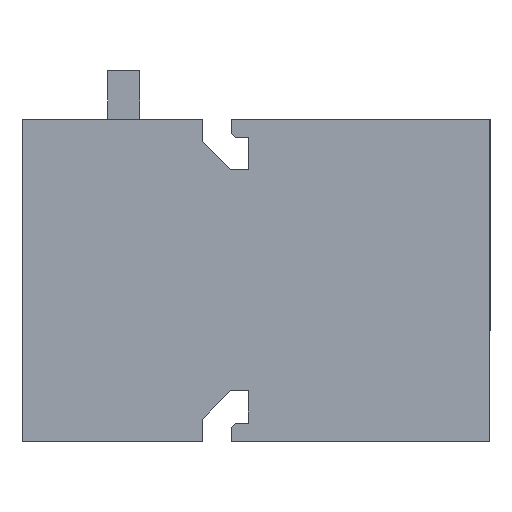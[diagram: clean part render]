
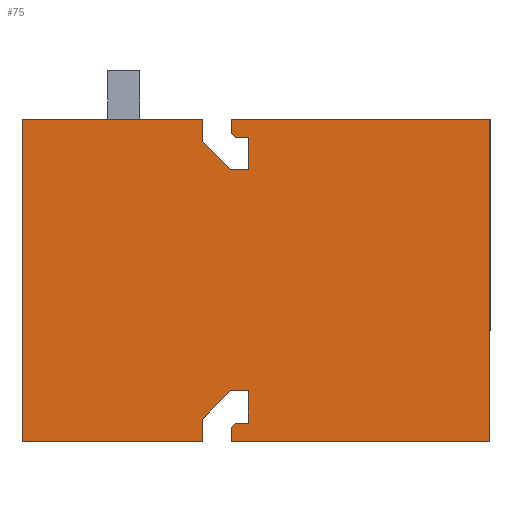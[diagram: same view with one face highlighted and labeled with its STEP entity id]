
A CAD part, left-side view. The second image highlights one B-rep face of the part: STEP entity #75.
In plain terms, the highlighted planar face has unit normal (-1, 0, 0).
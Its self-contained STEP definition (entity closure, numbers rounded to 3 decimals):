
#75=ADVANCED_FACE('F1109',(#158),#117,.T.);
#117=PLANE('',#907);
#158=FACE_OUTER_BOUND('',#201,.T.);
#201=EDGE_LOOP('',(#410,#411,#412,#413,#414,#415,#416,#417,#418,#419,#420,
#421,#422,#423,#424,#425,#426,#427,#428,#429));
#410=ORIENTED_EDGE('',*,*,#521,.F.);
#411=ORIENTED_EDGE('',*,*,#517,.T.);
#412=ORIENTED_EDGE('',*,*,#576,.T.);
#413=ORIENTED_EDGE('',*,*,#573,.T.);
#414=ORIENTED_EDGE('',*,*,#610,.T.);
#415=ORIENTED_EDGE('',*,*,#549,.T.);
#416=ORIENTED_EDGE('',*,*,#534,.F.);
#417=ORIENTED_EDGE('',*,*,#544,.F.);
#418=ORIENTED_EDGE('',*,*,#585,.T.);
#419=ORIENTED_EDGE('',*,*,#579,.T.);
#420=ORIENTED_EDGE('',*,*,#583,.T.);
#421=ORIENTED_EDGE('',*,*,#612,.T.);
#422=ORIENTED_EDGE('',*,*,#614,.T.);
#423=ORIENTED_EDGE('',*,*,#618,.T.);
#424=ORIENTED_EDGE('',*,*,#616,.T.);
#425=ORIENTED_EDGE('',*,*,#632,.T.);
#426=ORIENTED_EDGE('',*,*,#528,.F.);
#427=ORIENTED_EDGE('',*,*,#631,.F.);
#428=ORIENTED_EDGE('',*,*,#602,.T.);
#429=ORIENTED_EDGE('',*,*,#609,.T.);
#439=VERTEX_POINT('',#1116);
#440=VERTEX_POINT('',#1118);
#443=VERTEX_POINT('',#1126);
#449=VERTEX_POINT('',#1140);
#450=VERTEX_POINT('',#1142);
#455=VERTEX_POINT('',#1153);
#456=VERTEX_POINT('',#1155);
#463=VERTEX_POINT('',#1173);
#468=VERTEX_POINT('',#1185);
#486=VERTEX_POINT('',#1230);
#487=VERTEX_POINT('',#1231);
#490=VERTEX_POINT('',#1241);
#491=VERTEX_POINT('',#1243);
#493=VERTEX_POINT('',#1249);
#506=VERTEX_POINT('',#1285);
#507=VERTEX_POINT('',#1286);
#508=VERTEX_POINT('',#1304);
#509=VERTEX_POINT('',#1308);
#510=VERTEX_POINT('',#1312);
#511=VERTEX_POINT('',#1314);
#517=EDGE_CURVE('',#440,#439,#634,.T.);
#521=EDGE_CURVE('',#440,#443,#638,.T.);
#528=EDGE_CURVE('',#449,#450,#645,.T.);
#534=EDGE_CURVE('',#455,#456,#651,.T.);
#544=EDGE_CURVE('',#463,#455,#661,.T.);
#549=EDGE_CURVE('',#468,#456,#666,.T.);
#573=EDGE_CURVE('',#486,#487,#690,.T.);
#576=EDGE_CURVE('',#439,#486,#693,.T.);
#579=EDGE_CURVE('',#491,#490,#696,.T.);
#583=EDGE_CURVE('',#490,#493,#700,.T.);
#585=EDGE_CURVE('',#463,#491,#702,.T.);
#602=EDGE_CURVE('',#506,#507,#719,.T.);
#609=EDGE_CURVE('',#507,#443,#726,.T.);
#610=EDGE_CURVE('',#487,#468,#727,.T.);
#612=EDGE_CURVE('',#493,#508,#729,.T.);
#614=EDGE_CURVE('',#508,#509,#731,.T.);
#616=EDGE_CURVE('',#511,#510,#733,.T.);
#618=EDGE_CURVE('',#509,#511,#735,.T.);
#631=EDGE_CURVE('',#506,#449,#748,.T.);
#632=EDGE_CURVE('',#510,#450,#749,.T.);
#634=LINE('',#1117,#751);
#638=LINE('',#1125,#755);
#645=LINE('',#1141,#762);
#651=LINE('',#1154,#768);
#661=LINE('',#1174,#778);
#666=LINE('',#1184,#783);
#690=LINE('',#1229,#807);
#693=LINE('',#1235,#810);
#696=LINE('',#1242,#813);
#700=LINE('',#1250,#817);
#702=LINE('',#1253,#819);
#719=LINE('',#1284,#836);
#726=LINE('',#1299,#843);
#727=LINE('',#1301,#844);
#729=LINE('',#1305,#846);
#731=LINE('',#1309,#848);
#733=LINE('',#1313,#850);
#735=LINE('',#1317,#852);
#748=LINE('',#1345,#865);
#749=LINE('',#1347,#866);
#751=VECTOR('',#913,1.);
#755=VECTOR('',#919,1.);
#762=VECTOR('',#930,1.);
#768=VECTOR('',#938,1.);
#778=VECTOR('',#952,1.);
#783=VECTOR('',#959,1.);
#807=VECTOR('',#989,1.);
#810=VECTOR('',#994,1.);
#813=VECTOR('',#999,1.);
#817=VECTOR('',#1005,1.);
#819=VECTOR('',#1009,1.);
#836=VECTOR('',#1030,1.);
#843=VECTOR('',#1049,1.);
#844=VECTOR('',#1052,1.);
#846=VECTOR('',#1056,1.);
#848=VECTOR('',#1060,1.);
#850=VECTOR('',#1064,1.);
#852=VECTOR('',#1068,1.);
#865=VECTOR('',#1103,1.);
#866=VECTOR('',#1106,1.);
#907=AXIS2_PLACEMENT_3D('',#1348,#1107,#1108);
#913=DIRECTION('',(0.,0.,-1.));
#919=DIRECTION('',(0.,1.,0.));
#930=DIRECTION('',(0.,0.,-1.));
#938=DIRECTION('',(0.,0.,1.));
#952=DIRECTION('',(0.,1.,0.));
#959=DIRECTION('',(0.,1.,0.));
#989=DIRECTION('',(0.,0.707,0.707));
#994=DIRECTION('',(0.,1.,0.));
#999=DIRECTION('',(0.,-0.707,0.707));
#1005=DIRECTION('',(0.,-1.,0.));
#1009=DIRECTION('',(0.,0.,1.));
#1030=DIRECTION('',(0.,0.,-1.));
#1049=DIRECTION('',(0.,-0.707,-0.707));
#1052=DIRECTION('',(0.,0.,1.));
#1056=DIRECTION('',(0.,0.,-1.));
#1060=DIRECTION('',(0.,1.,0.));
#1064=DIRECTION('',(0.,0.,-1.));
#1068=DIRECTION('',(0.,0.707,-0.707));
#1103=DIRECTION('',(0.,-1.,0.));
#1106=DIRECTION('',(0.,-1.,0.));
#1107=DIRECTION('',(-1.,0.,0.));
#1108=DIRECTION('',(0.,-1.,0.));
#1116=CARTESIAN_POINT('',(-38.447,-17.645,-3.775));
#1117=CARTESIAN_POINT('',(-38.447,-17.645,-2.988));
#1118=CARTESIAN_POINT('',(-38.447,-17.645,-2.174));
#1125=CARTESIAN_POINT('',(-38.447,-17.645,-2.174));
#1126=CARTESIAN_POINT('',(-38.447,-16.995,-2.174));
#1140=CARTESIAN_POINT('',(-38.447,-29.645,-1.275));
#1141=CARTESIAN_POINT('',(-38.447,-29.645,-0.475));
#1142=CARTESIAN_POINT('',(-38.447,-29.645,-17.275));
#1153=CARTESIAN_POINT('',(-38.447,-6.395,-17.275));
#1154=CARTESIAN_POINT('',(-38.447,-6.395,-17.275));
#1155=CARTESIAN_POINT('',(-38.447,-6.395,-1.275));
#1173=CARTESIAN_POINT('',(-38.447,-15.345,-17.275));
#1174=CARTESIAN_POINT('',(-38.447,-30.808,-17.275));
#1184=CARTESIAN_POINT('',(-38.447,-9.395,-1.275));
#1185=CARTESIAN_POINT('',(-38.447,-15.345,-1.275));
#1229=CARTESIAN_POINT('',(-38.447,-15.345,-2.375));
#1230=CARTESIAN_POINT('',(-38.447,-16.745,-3.775));
#1231=CARTESIAN_POINT('',(-38.447,-15.345,-2.375));
#1235=CARTESIAN_POINT('',(-38.447,-17.645,-3.775));
#1241=CARTESIAN_POINT('',(-38.447,-16.745,-14.775));
#1242=CARTESIAN_POINT('',(-38.447,-30.926,-0.594));
#1243=CARTESIAN_POINT('',(-38.447,-15.345,-16.175));
#1249=CARTESIAN_POINT('',(-38.447,-17.645,-14.775));
#1250=CARTESIAN_POINT('',(-38.447,-17.212,-14.775));
#1253=CARTESIAN_POINT('',(-38.447,-15.345,-16.729));
#1284=CARTESIAN_POINT('',(-38.447,-16.795,-1.697));
#1285=CARTESIAN_POINT('',(-38.447,-16.795,-1.275));
#1286=CARTESIAN_POINT('',(-38.447,-16.795,-1.974));
#1299=CARTESIAN_POINT('',(-38.447,-16.995,-2.174));
#1301=CARTESIAN_POINT('',(-38.447,-15.345,-1.821));
#1304=CARTESIAN_POINT('',(-38.447,-17.645,-16.375));
#1305=CARTESIAN_POINT('',(-38.447,-17.645,-15.563));
#1308=CARTESIAN_POINT('',(-38.447,-16.995,-16.375));
#1309=CARTESIAN_POINT('',(-38.447,-17.248,-16.375));
#1312=CARTESIAN_POINT('',(-38.447,-16.795,-17.275));
#1313=CARTESIAN_POINT('',(-38.447,-16.795,-16.853));
#1314=CARTESIAN_POINT('',(-38.447,-16.795,-16.575));
#1317=CARTESIAN_POINT('',(-38.447,-31.851,-1.519));
#1345=CARTESIAN_POINT('',(-38.447,-6.395,-1.275));
#1347=CARTESIAN_POINT('',(-38.447,-30.808,-17.275));
#1348=CARTESIAN_POINT('',(-38.447,-30.808,-0.475));
